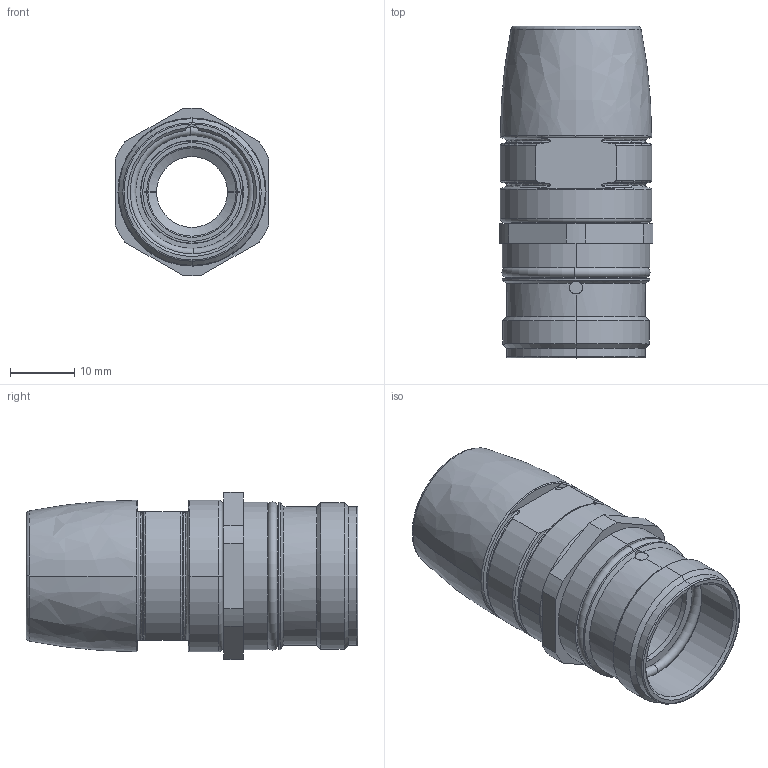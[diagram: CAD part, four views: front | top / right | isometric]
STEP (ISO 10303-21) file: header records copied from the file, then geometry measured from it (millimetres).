
FILE_DESCRIPTION((''),'2;1');
FILE_NAME('18-1','2017-08-05T',('ch.chen'),(''),'PRO/ENGINEER BY PARAMETRIC TECHNOLOGY CORPORATION, 2012480','PRO/ENGINEER BY PARAMETRIC TECHNOLOGY CORPORATION, 2012480','');
FILE_SCHEMA(('AUTOMOTIVE_DESIGN { 1 0 10303 214 1 1 1 1 }'));
Length unit declared in the file: millimetre
Products named in the file (1): 18-1
Bounding box: 23.9 x 51.5 x 25.98 mm (x, y, z)
Volume: 9393.9 mm3; surface area: 11331.2 mm2
Topology: 1 solids, 1 shells, 266 faces, 739 edges, 479 vertices
Faces by surface type: cylinder 96, plane 77, cone 45, torus 34, bspline 14
Entity records: 18500 total; most frequent: CARTESIAN_POINT 11686, ORIENTED_EDGE 1478, DIRECTION 1314, EDGE_CURVE 739, AXIS2_PLACEMENT_3D 520, VERTEX_POINT 479, EDGE_LOOP 284, VECTOR 274
